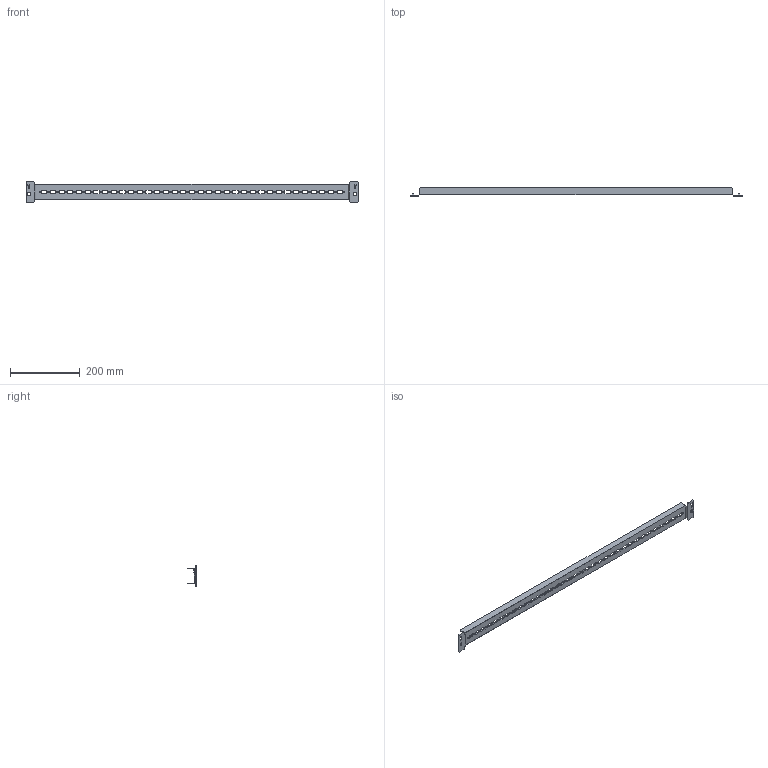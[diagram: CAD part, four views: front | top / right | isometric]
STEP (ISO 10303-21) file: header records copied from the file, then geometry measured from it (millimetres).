
FILE_DESCRIPTION (( 'STEP AP203' ), '1' );
FILE_NAME ('STKA45.step', '2021-06-30T17:21:18', ( 'ADC123' ), ( 'Microsoft' ), 'SwSTEP 2.0', 'SolidWorks 2021', '' );
FILE_SCHEMA (( 'CONFIG_CONTROL_DESIGN' ));
Length unit declared in the file: inch
Products named in the file (1): STKA45
Bounding box: 955 x 23.62 x 59.91 mm (x, y, z)
Volume: 141756.5 mm3; surface area: 150714.7 mm2
Topology: 1 solids, 1 shells, 286 faces, 842 edges, 556 vertices
Faces by surface type: plane 234, cylinder 40, bspline 12
Full cylindrical faces by diameter (mm): 4.25 x36
Entity records: 9986 total; most frequent: CARTESIAN_POINT 2182, ORIENTED_EDGE 1608, DIRECTION 1394, EDGE_CURVE 804, VECTOR 684, LINE 684, VERTEX_POINT 556, EDGE_LOOP 472
